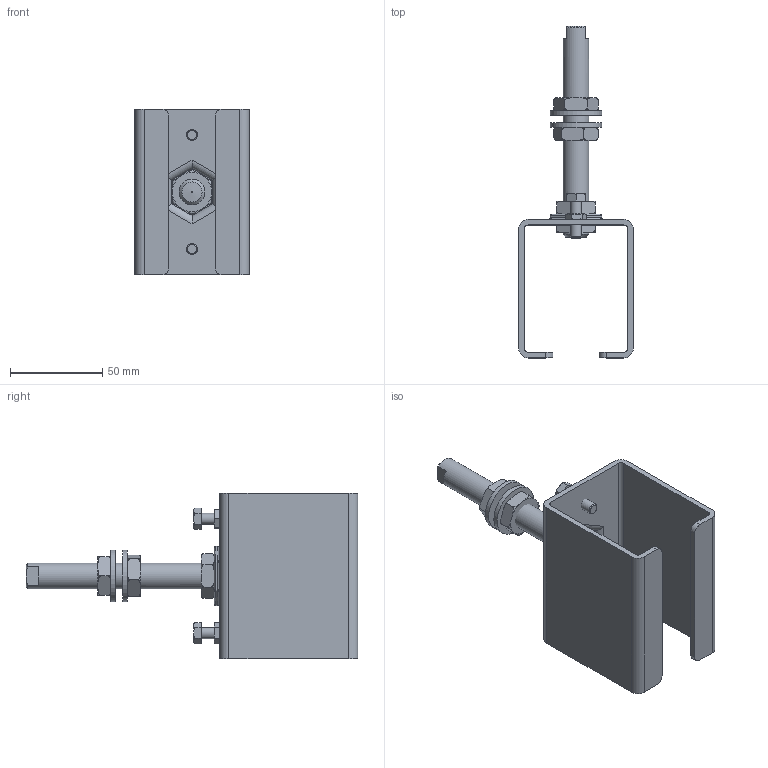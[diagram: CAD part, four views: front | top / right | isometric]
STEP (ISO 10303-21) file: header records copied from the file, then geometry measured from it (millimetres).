
FILE_DESCRIPTION(/* description */ ('Manchon support Tige longue'),/* implementation_level */ '2;1');
FILE_NAME(/* name */ '6256ML.stp',/* time_stamp */ '2019-08-19T09:01:36+02:00',/* author */ ('SIMMETF'),/* organization */ (''),/* preprocessor_version */ 'ST-DEVELOPER v17.2',/* originating_system */ 'Autodesk Inventor 2019',/* authorisation */ '');
FILE_SCHEMA (('AUTOMOTIVE_DESIGN { 1 0 10303 214 3 1 1 }'));
Length unit declared in the file: millimetre
Products named in the file (7): 6256ML; 14546; 06004; 14978; 15742; 06014; 04510
Assembly tree (12 placements, depth 2):
  6256ML
    14546
    06004  x2
    14978
    15742  x2
    06014  x4
    04510  x2
Bounding box: 62 x 180 x 90 mm (x, y, z)
Volume: 91727.5 mm3; surface area: 58608.8 mm2
Topology: 12 solids, 12 shells, 232 faces, 588 edges, 380 vertices
Faces by surface type: plane 106, cylinder 54, torus 50, cone 10, sphere 6, bspline 6
Full cylindrical faces by diameter (mm): 4.917 x4, 6 x2, 8 x2, 11.835 x4, 14 x1, 14.2 x3, 28 x2
Entity records: 4798 total; most frequent: CARTESIAN_POINT 1215, DIRECTION 717, ORIENTED_EDGE 676, EDGE_CURVE 338, AXIS2_PLACEMENT_3D 275, VERTEX_POINT 214, LINE 167, VECTOR 167
